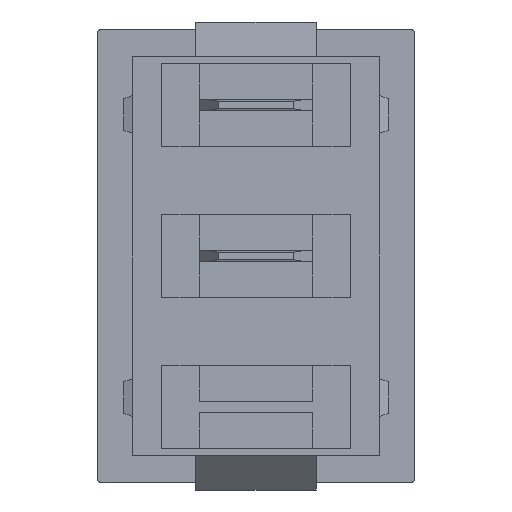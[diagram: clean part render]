
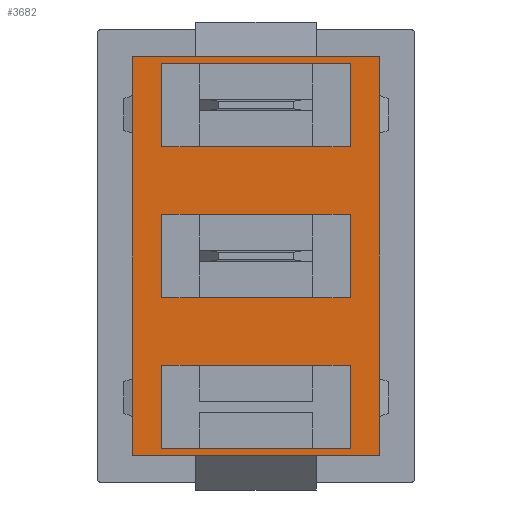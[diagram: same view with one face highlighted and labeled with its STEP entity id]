
A CAD part, front view. The second image highlights one B-rep face of the part: STEP entity #3682.
In plain terms, the highlighted planar face has unit normal (0, -1, 0).
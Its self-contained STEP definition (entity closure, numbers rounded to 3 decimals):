
#106 = DIRECTION ( 'NONE',  ( 0., 0., -1. ) ) ;
#215 = ORIENTED_EDGE ( 'NONE', *, *, #17876, .F. ) ;
#344 = DIRECTION ( 'NONE',  ( 0., 0., -1. ) ) ;
#624 = DIRECTION ( 'NONE',  ( 0., -1., 0. ) ) ;
#631 = CARTESIAN_POINT ( 'NONE',  ( 3.175, -7.938, -3.683 ) ) ;
#717 = VECTOR ( 'NONE', #769, 1000. ) ;
#723 = VECTOR ( 'NONE', #106, 1000. ) ;
#769 = DIRECTION ( 'NONE',  ( -1., 0., 0. ) ) ;
#816 = VERTEX_POINT ( 'NONE', #14963 ) ;
#1019 = VERTEX_POINT ( 'NONE', #17400 ) ;
#1039 = ORIENTED_EDGE ( 'NONE', *, *, #3937, .F. ) ;
#1308 = VERTEX_POINT ( 'NONE', #13327 ) ;
#1559 = VERTEX_POINT ( 'NONE', #9825 ) ;
#1703 = CARTESIAN_POINT ( 'NONE',  ( -3.175, -7.938, -1.397 ) ) ;
#2108 = FACE_BOUND ( 'NONE', #15259, .T. ) ;
#2663 = CARTESIAN_POINT ( 'NONE',  ( 3.175, -7.938, -3.683 ) ) ;
#2918 = LINE ( 'NONE', #8918, #14886 ) ;
#3072 = CARTESIAN_POINT ( 'NONE',  ( -3.175, -7.938, 6.477 ) ) ;
#3462 = DIRECTION ( 'NONE',  ( 1., 0., 0. ) ) ;
#3481 = DIRECTION ( 'NONE',  ( 1., 0., 0. ) ) ;
#3577 = FACE_BOUND ( 'NONE', #16781, .T. ) ;
#3655 = CARTESIAN_POINT ( 'NONE',  ( 3.175, -7.938, 6.477 ) ) ;
#3682 = ADVANCED_FACE ( 'NONE', ( #3577, #9579, #15567, #2108 ), #8103, .T. ) ;
#3877 = AXIS2_PLACEMENT_3D ( 'NONE', #14087, #624, #6620 ) ;
#3914 = DIRECTION ( 'NONE',  ( 0., 0., -1. ) ) ;
#3937 = EDGE_CURVE ( 'NONE', #1308, #9360, #18373, .T. ) ;
#3946 = CARTESIAN_POINT ( 'NONE',  ( 4.166, -7.938, 6.706 ) ) ;
#4205 = CARTESIAN_POINT ( 'NONE',  ( 4.166, -7.938, 6.706 ) ) ;
#4231 = VECTOR ( 'NONE', #9653, 1000. ) ;
#4359 = ORIENTED_EDGE ( 'NONE', *, *, #13079, .F. ) ;
#4493 = ORIENTED_EDGE ( 'NONE', *, *, #10753, .F. ) ;
#4498 = DIRECTION ( 'NONE',  ( 0., 0., -1. ) ) ;
#4757 = EDGE_CURVE ( 'NONE', #10564, #7568, #2918, .T. ) ;
#4914 = CARTESIAN_POINT ( 'NONE',  ( 4.166, -7.938, -6.706 ) ) ;
#4947 = EDGE_CURVE ( 'NONE', #4986, #1559, #7817, .T. ) ;
#4969 = CARTESIAN_POINT ( 'NONE',  ( -3.175, -7.938, 1.397 ) ) ;
#4986 = VERTEX_POINT ( 'NONE', #4969 ) ;
#5099 = ORIENTED_EDGE ( 'NONE', *, *, #11501, .F. ) ;
#5139 = DIRECTION ( 'NONE',  ( -1., 0., 0. ) ) ;
#5158 = CARTESIAN_POINT ( 'NONE',  ( -3.175, -7.938, -3.683 ) ) ;
#5335 = CARTESIAN_POINT ( 'NONE',  ( 3.175, -7.938, 3.683 ) ) ;
#5484 = VECTOR ( 'NONE', #4498, 1000. ) ;
#5661 = ORIENTED_EDGE ( 'NONE', *, *, #15886, .F. ) ;
#5700 = DIRECTION ( 'NONE',  ( 0., 0., 1. ) ) ;
#5764 = VECTOR ( 'NONE', #3481, 1000. ) ;
#5816 = VECTOR ( 'NONE', #18080, 1000. ) ;
#5824 = EDGE_CURVE ( 'NONE', #9065, #19020, #6089, .T. ) ;
#6089 = LINE ( 'NONE', #12082, #5816 ) ;
#6620 = DIRECTION ( 'NONE',  ( 0., 0., -1. ) ) ;
#6694 = VECTOR ( 'NONE', #9946, 1000. ) ;
#7027 = VECTOR ( 'NONE', #10905, 1000. ) ;
#7054 = VECTOR ( 'NONE', #344, 1000. ) ;
#7174 = ORIENTED_EDGE ( 'NONE', *, *, #5824, .F. ) ;
#7568 = VERTEX_POINT ( 'NONE', #5158 ) ;
#7577 = LINE ( 'NONE', #13572, #723 ) ;
#7700 = DIRECTION ( 'NONE',  ( 1., 0., 0. ) ) ;
#7817 = LINE ( 'NONE', #13810, #7054 ) ;
#7840 = ORIENTED_EDGE ( 'NONE', *, *, #13042, .F. ) ;
#7940 = VECTOR ( 'NONE', #3462, 1000. ) ;
#8103 = PLANE ( 'NONE',  #3877 ) ;
#8234 = LINE ( 'NONE', #14225, #717 ) ;
#8245 = CARTESIAN_POINT ( 'NONE',  ( -3.175, -7.938, 3.683 ) ) ;
#8260 = VECTOR ( 'NONE', #3914, 1000. ) ;
#8574 = EDGE_CURVE ( 'NONE', #19020, #4986, #12592, .T. ) ;
#8664 = DIRECTION ( 'NONE',  ( 0., 0., 1. ) ) ;
#8802 = VERTEX_POINT ( 'NONE', #3072 ) ;
#8918 = CARTESIAN_POINT ( 'NONE',  ( -3.175, -7.938, -3.683 ) ) ;
#9065 = VERTEX_POINT ( 'NONE', #19127 ) ;
#9085 = VERTEX_POINT ( 'NONE', #4205 ) ;
#9107 = VECTOR ( 'NONE', #8664, 1000. ) ;
#9128 = ORIENTED_EDGE ( 'NONE', *, *, #11084, .F. ) ;
#9336 = CARTESIAN_POINT ( 'NONE',  ( -4.166, -7.938, 6.706 ) ) ;
#9360 = VERTEX_POINT ( 'NONE', #14685 ) ;
#9579 = FACE_OUTER_BOUND ( 'NONE', #15999, .T. ) ;
#9653 = DIRECTION ( 'NONE',  ( 0., 0., 1. ) ) ;
#9808 = CARTESIAN_POINT ( 'NONE',  ( 3.175, -7.938, -6.477 ) ) ;
#9825 = CARTESIAN_POINT ( 'NONE',  ( -3.175, -7.938, -1.397 ) ) ;
#9946 = DIRECTION ( 'NONE',  ( 1., 0., 0. ) ) ;
#10256 = ORIENTED_EDGE ( 'NONE', *, *, #10519, .F. ) ;
#10519 = EDGE_CURVE ( 'NONE', #15690, #16852, #10953, .T. ) ;
#10564 = VERTEX_POINT ( 'NONE', #631 ) ;
#10753 = EDGE_CURVE ( 'NONE', #816, #8802, #8234, .T. ) ;
#10825 = EDGE_CURVE ( 'NONE', #8802, #15690, #11375, .T. ) ;
#10905 = DIRECTION ( 'NONE',  ( -1., 0., 0. ) ) ;
#10930 = CARTESIAN_POINT ( 'NONE',  ( 3.175, -7.938, 1.397 ) ) ;
#10933 = LINE ( 'NONE', #16916, #7940 ) ;
#10953 = LINE ( 'NONE', #16932, #5764 ) ;
#11084 = EDGE_CURVE ( 'NONE', #1019, #18381, #10933, .T. ) ;
#11375 = LINE ( 'NONE', #17364, #8260 ) ;
#11501 = EDGE_CURVE ( 'NONE', #15607, #9085, #17393, .T. ) ;
#11612 = VECTOR ( 'NONE', #5700, 1000. ) ;
#11953 = LINE ( 'NONE', #17955, #5484 ) ;
#12082 = CARTESIAN_POINT ( 'NONE',  ( 3.175, -7.938, 1.397 ) ) ;
#12592 = LINE ( 'NONE', #18584, #15536 ) ;
#12823 = ORIENTED_EDGE ( 'NONE', *, *, #16248, .F. ) ;
#13042 = EDGE_CURVE ( 'NONE', #18381, #10564, #16108, .T. ) ;
#13079 = EDGE_CURVE ( 'NONE', #9360, #15607, #13174, .T. ) ;
#13174 = LINE ( 'NONE', #19154, #11612 ) ;
#13327 = CARTESIAN_POINT ( 'NONE',  ( 4.166, -7.938, -6.706 ) ) ;
#13572 = CARTESIAN_POINT ( 'NONE',  ( 4.166, -7.938, -6.706 ) ) ;
#13643 = VECTOR ( 'NONE', #7700, 1000. ) ;
#13647 = ORIENTED_EDGE ( 'NONE', *, *, #4757, .F. ) ;
#13810 = CARTESIAN_POINT ( 'NONE',  ( -3.175, -7.938, 1.397 ) ) ;
#14087 = CARTESIAN_POINT ( 'NONE',  ( 0., -7.938, 0. ) ) ;
#14225 = CARTESIAN_POINT ( 'NONE',  ( -3.175, -7.938, 6.477 ) ) ;
#14640 = ORIENTED_EDGE ( 'NONE', *, *, #4947, .F. ) ;
#14685 = CARTESIAN_POINT ( 'NONE',  ( -4.166, -7.938, -6.706 ) ) ;
#14886 = VECTOR ( 'NONE', #14905, 1000. ) ;
#14905 = DIRECTION ( 'NONE',  ( -1., 0., 0. ) ) ;
#14963 = CARTESIAN_POINT ( 'NONE',  ( 3.175, -7.938, 6.477 ) ) ;
#15155 = LINE ( 'NONE', #1703, #13643 ) ;
#15259 = EDGE_LOOP ( 'NONE', ( #13647, #7840, #9128, #5661 ) ) ;
#15536 = VECTOR ( 'NONE', #5139, 1000. ) ;
#15567 = FACE_BOUND ( 'NONE', #17515, .T. ) ;
#15607 = VERTEX_POINT ( 'NONE', #9336 ) ;
#15633 = ORIENTED_EDGE ( 'NONE', *, *, #10825, .F. ) ;
#15690 = VERTEX_POINT ( 'NONE', #8245 ) ;
#15886 = EDGE_CURVE ( 'NONE', #7568, #1019, #11953, .T. ) ;
#15999 = EDGE_LOOP ( 'NONE', ( #215, #5099, #4359, #1039 ) ) ;
#16108 = LINE ( 'NONE', #2663, #9107 ) ;
#16125 = EDGE_CURVE ( 'NONE', #1559, #9065, #15155, .T. ) ;
#16248 = EDGE_CURVE ( 'NONE', #16852, #816, #17109, .T. ) ;
#16418 = ORIENTED_EDGE ( 'NONE', *, *, #8574, .F. ) ;
#16781 = EDGE_LOOP ( 'NONE', ( #7174, #19349, #14640, #16418 ) ) ;
#16852 = VERTEX_POINT ( 'NONE', #5335 ) ;
#16916 = CARTESIAN_POINT ( 'NONE',  ( -3.175, -7.938, -6.477 ) ) ;
#16932 = CARTESIAN_POINT ( 'NONE',  ( -3.175, -7.938, 3.683 ) ) ;
#17109 = LINE ( 'NONE', #3655, #4231 ) ;
#17364 = CARTESIAN_POINT ( 'NONE',  ( -3.175, -7.938, 6.477 ) ) ;
#17393 = LINE ( 'NONE', #3946, #6694 ) ;
#17400 = CARTESIAN_POINT ( 'NONE',  ( -3.175, -7.938, -6.477 ) ) ;
#17515 = EDGE_LOOP ( 'NONE', ( #4493, #12823, #10256, #15633 ) ) ;
#17876 = EDGE_CURVE ( 'NONE', #9085, #1308, #7577, .T. ) ;
#17955 = CARTESIAN_POINT ( 'NONE',  ( -3.175, -7.938, -3.683 ) ) ;
#18080 = DIRECTION ( 'NONE',  ( 0., 0., 1. ) ) ;
#18373 = LINE ( 'NONE', #4914, #7027 ) ;
#18381 = VERTEX_POINT ( 'NONE', #9808 ) ;
#18584 = CARTESIAN_POINT ( 'NONE',  ( -3.175, -7.938, 1.397 ) ) ;
#19020 = VERTEX_POINT ( 'NONE', #10930 ) ;
#19127 = CARTESIAN_POINT ( 'NONE',  ( 3.175, -7.938, -1.397 ) ) ;
#19154 = CARTESIAN_POINT ( 'NONE',  ( -4.166, -7.938, -6.706 ) ) ;
#19349 = ORIENTED_EDGE ( 'NONE', *, *, #16125, .F. ) ;
